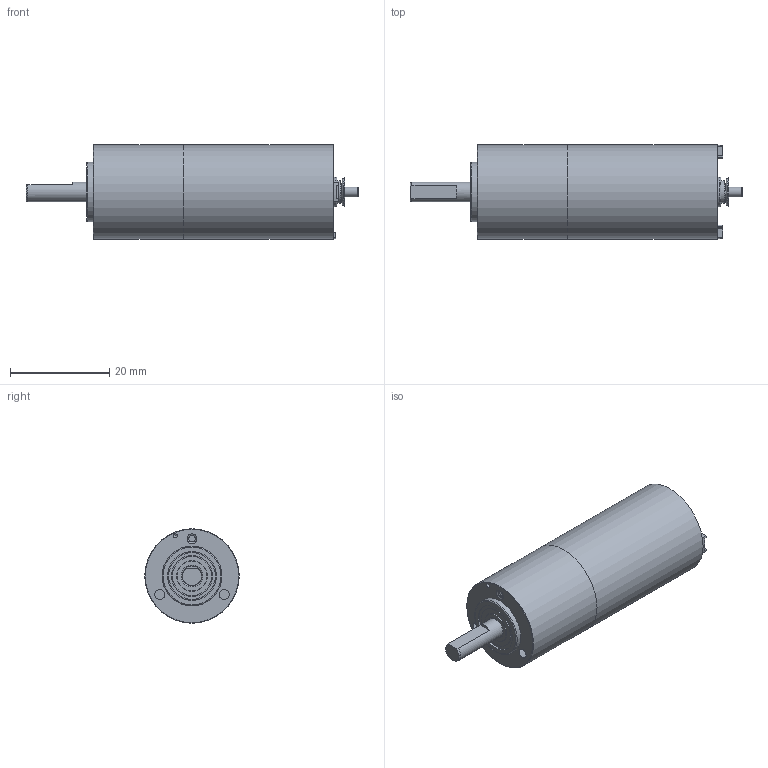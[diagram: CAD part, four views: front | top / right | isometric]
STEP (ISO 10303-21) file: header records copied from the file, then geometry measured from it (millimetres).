
FILE_DESCRIPTION(/* description */ ('STEP AP214'),/* implementation_level */ '2;1');
FILE_NAME(/* name */ 'DCX 19mm 13W.stp',/* time_stamp */ '2025-03-27T18:09:29+01:00',/* author */ ('Faabs'),/* organization */ ('CADClick - www.CADClick.com'),/* preprocessor_version */ 'ST-DEVELOPER v20',/* originating_system */ 'Autodesk Inventor 2025',/* authorisation */ 'unknown authorization');
FILE_SCHEMA (('AUTOMOTIVE_DESIGN { 1 0 10303 214 3 1 1 }'));
Length unit declared in the file: millimetre
Products named in the file (7): Motoren; 0; 0_1; 0_2; 0_3; 0_4; 0_5
Assembly tree (6 placements, depth 2):
  Motoren
    0
    0_1
    0_2
    0_3
    0_4
    0_5
Bounding box: 66.85 x 19 x 19 mm (x, y, z)
Volume: 6502.6 mm3; surface area: 7800.6 mm2
Topology: 10 solids, 11 shells, 821 faces, 2105 edges, 1380 vertices
Faces by surface type: plane 520, cylinder 201, cone 51, bspline 27, torus 18, sphere 4
Full cylindrical faces by diameter (mm): 0.35 x3, 0.6 x1, 0.8 x5, 1.8 x4, 2 x4, 3.15 x2, 3.3 x2, 3.45 x2, 4 x4, 4.275 x2, 4.5 x1, 4.575 x2, 5.1 x2, 5.26 x1, 5.4 x2, 5.5 x1, 5.8 x1, 6 x3, 6.2 x2, 6.4 x2, 7.9 x2, 8 x1, 8.3 x2, 9.4 x2, 9.8 x2, 12 x2, 17.85 x1, 18 x1, 19 x2
Entity records: 27120 total; most frequent: CARTESIAN_POINT 5868, ORIENTED_EDGE 4208, DIRECTION 4159, EDGE_CURVE 2104, LINE 1559, VECTOR 1559, VERTEX_POINT 1379, AXIS2_PLACEMENT_3D 1300
